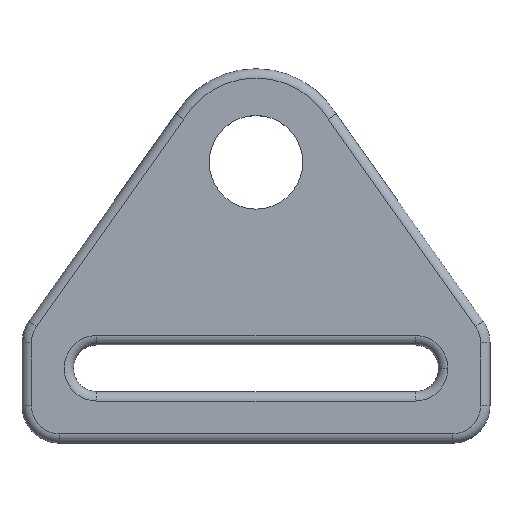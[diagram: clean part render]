
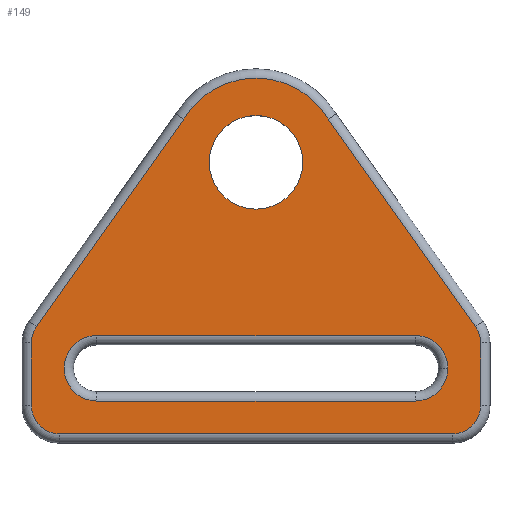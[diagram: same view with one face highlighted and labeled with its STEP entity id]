
A CAD part, top view. The second image highlights one B-rep face of the part: STEP entity #149.
In plain terms, the highlighted planar face has unit normal (0, 0, 1).
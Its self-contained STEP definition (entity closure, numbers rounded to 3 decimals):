
#2 = VERTEX_POINT ( 'NONE', #608 ) ;
#11 = AXIS2_PLACEMENT_3D ( 'NONE', #302, #1183, #526 ) ;
#23 = AXIS2_PLACEMENT_3D ( 'NONE', #259, #1028, #296 ) ;
#24 = VERTEX_POINT ( 'NONE', #1162 ) ;
#36 = DIRECTION ( 'NONE',  ( 0., -1., 0. ) ) ;
#37 = ORIENTED_EDGE ( 'NONE', *, *, #243, .T. ) ;
#39 = VERTEX_POINT ( 'NONE', #65 ) ;
#45 = CARTESIAN_POINT ( 'NONE',  ( 0., 5., 3. ) ) ;
#46 = CARTESIAN_POINT ( 'NONE',  ( -12., -8., 3. ) ) ;
#65 = CARTESIAN_POINT ( 'NONE',  ( 12., -4.637, 3. ) ) ;
#76 = DIRECTION ( 'NONE',  ( 0., 0., -1. ) ) ;
#79 = FACE_BOUND ( 'NONE', #1140, .T. ) ;
#84 = VERTEX_POINT ( 'NONE', #290 ) ;
#86 = ORIENTED_EDGE ( 'NONE', *, *, #148, .T. ) ;
#90 = DIRECTION ( 'NONE',  ( -0.579, -0.816, 0. ) ) ;
#91 = CARTESIAN_POINT ( 'NONE',  ( -8.5, -6., 3. ) ) ;
#95 = VECTOR ( 'NONE', #993, 1000. ) ;
#96 = DIRECTION ( 'NONE',  ( 1., 0., 0. ) ) ;
#98 = CARTESIAN_POINT ( 'NONE',  ( 10.5, -9.5, 3. ) ) ;
#109 = CARTESIAN_POINT ( 'NONE',  ( 3.87, 7.299, 3. ) ) ;
#119 = AXIS2_PLACEMENT_3D ( 'NONE', #702, #934, #1390 ) ;
#128 = AXIS2_PLACEMENT_3D ( 'NONE', #199, #972, #197 ) ;
#136 = FACE_BOUND ( 'NONE', #564, .T. ) ;
#138 = EDGE_CURVE ( 'NONE', #600, #145, #1051, .T. ) ;
#145 = VERTEX_POINT ( 'NONE', #628 ) ;
#148 = EDGE_CURVE ( 'NONE', #145, #829, #1344, .T. ) ;
#149 = ADVANCED_FACE ( 'NONE', ( #425, #79, #136 ), #423, .T. ) ;
#155 = CIRCLE ( 'NONE', #119, 1.5 ) ;
#156 = LINE ( 'NONE', #633, #308 ) ;
#157 = CARTESIAN_POINT ( 'NONE',  ( 8.5, -7.75, 3. ) ) ;
#171 = DIRECTION ( 'NONE',  ( 0., 0., -1. ) ) ;
#197 = DIRECTION ( 'NONE',  ( 1., 0., 0. ) ) ;
#199 = CARTESIAN_POINT ( 'NONE',  ( 0., 0., 3. ) ) ;
#213 = EDGE_CURVE ( 'NONE', #39, #486, #1118, .T. ) ;
#223 = EDGE_CURVE ( 'NONE', #383, #582, #466, .T. ) ;
#243 = EDGE_CURVE ( 'NONE', #1295, #670, #597, .T. ) ;
#259 = CARTESIAN_POINT ( 'NONE',  ( 0., 5., 3. ) ) ;
#266 = ORIENTED_EDGE ( 'NONE', *, *, #854, .T. ) ;
#280 = VERTEX_POINT ( 'NONE', #1194 ) ;
#290 = CARTESIAN_POINT ( 'NONE',  ( -12., -4.637, 3. ) ) ;
#296 = DIRECTION ( 'NONE',  ( 1., 0., 0. ) ) ;
#300 = VERTEX_POINT ( 'NONE', #1316 ) ;
#302 = CARTESIAN_POINT ( 'NONE',  ( 10.5, -4.637, 3. ) ) ;
#308 = VECTOR ( 'NONE', #90, 1000. ) ;
#319 = CARTESIAN_POINT ( 'NONE',  ( -11.723, -3.769, 3. ) ) ;
#322 = AXIS2_PLACEMENT_3D ( 'NONE', #1089, #535, #538 ) ;
#359 = DIRECTION ( 'NONE',  ( 0., 1., 0. ) ) ;
#369 = EDGE_CURVE ( 'NONE', #280, #957, #156, .T. ) ;
#383 = VERTEX_POINT ( 'NONE', #1412 ) ;
#418 = CARTESIAN_POINT ( 'NONE',  ( 8.5, -4.25, 3. ) ) ;
#423 = PLANE ( 'NONE',  #128 ) ;
#425 = FACE_OUTER_BOUND ( 'NONE', #940, .T. ) ;
#436 = ORIENTED_EDGE ( 'NONE', *, *, #138, .T. ) ;
#464 = AXIS2_PLACEMENT_3D ( 'NONE', #671, #679, #1204 ) ;
#466 = CIRCLE ( 'NONE', #596, 1.75 ) ;
#486 = VERTEX_POINT ( 'NONE', #659 ) ;
#505 = ORIENTED_EDGE ( 'NONE', *, *, #1317, .T. ) ;
#522 = DIRECTION ( 'NONE',  ( 0., 0., -1. ) ) ;
#526 = DIRECTION ( 'NONE',  ( 1., 0., 0. ) ) ;
#535 = DIRECTION ( 'NONE',  ( 0., 0., 1. ) ) ;
#538 = DIRECTION ( 'NONE',  ( 1., 0., 0. ) ) ;
#564 = EDGE_LOOP ( 'NONE', ( #1169, #1057 ) ) ;
#582 = VERTEX_POINT ( 'NONE', #157 ) ;
#592 = DIRECTION ( 'NONE',  ( 0., 0., 1. ) ) ;
#596 = AXIS2_PLACEMENT_3D ( 'NONE', #1425, #522, #96 ) ;
#597 = CIRCLE ( 'NONE', #322, 1.5 ) ;
#600 = VERTEX_POINT ( 'NONE', #682 ) ;
#608 = CARTESIAN_POINT ( 'NONE',  ( -10.5, -9.5, 3. ) ) ;
#628 = CARTESIAN_POINT ( 'NONE',  ( -8.5, -4.25, 3. ) ) ;
#633 = CARTESIAN_POINT ( 'NONE',  ( -11.723, -3.769, 3. ) ) ;
#636 = VERTEX_POINT ( 'NONE', #46 ) ;
#640 = DIRECTION ( 'NONE',  ( 1., 0., 0. ) ) ;
#650 = CARTESIAN_POINT ( 'NONE',  ( 8.5, -4.25, 3. ) ) ;
#656 = DIRECTION ( 'NONE',  ( -0.579, 0.816, 0. ) ) ;
#659 = CARTESIAN_POINT ( 'NONE',  ( 11.723, -3.769, 3. ) ) ;
#670 = VERTEX_POINT ( 'NONE', #1240 ) ;
#671 = CARTESIAN_POINT ( 'NONE',  ( 0., 5., 3. ) ) ;
#675 = LINE ( 'NONE', #1357, #1261 ) ;
#679 = DIRECTION ( 'NONE',  ( 0., 0., 1. ) ) ;
#682 = CARTESIAN_POINT ( 'NONE',  ( -8.5, -7.75, 3. ) ) ;
#701 = CARTESIAN_POINT ( 'NONE',  ( -2.5, 5., 3. ) ) ;
#702 = CARTESIAN_POINT ( 'NONE',  ( -10.5, -4.637, 3. ) ) ;
#718 = DIRECTION ( 'NONE',  ( -1., 0., 0. ) ) ;
#731 = VECTOR ( 'NONE', #359, 1000. ) ;
#734 = AXIS2_PLACEMENT_3D ( 'NONE', #833, #171, #948 ) ;
#743 = ORIENTED_EDGE ( 'NONE', *, *, #223, .T. ) ;
#765 = EDGE_CURVE ( 'NONE', #957, #84, #155, .T. ) ;
#773 = EDGE_CURVE ( 'NONE', #829, #383, #1207, .T. ) ;
#780 = ORIENTED_EDGE ( 'NONE', *, *, #773, .T. ) ;
#788 = LINE ( 'NONE', #838, #823 ) ;
#806 = AXIS2_PLACEMENT_3D ( 'NONE', #45, #592, #1361 ) ;
#808 = CIRCLE ( 'NONE', #23, 2.5 ) ;
#822 = AXIS2_PLACEMENT_3D ( 'NONE', #91, #76, #1082 ) ;
#823 = VECTOR ( 'NONE', #36, 1000. ) ;
#829 = VERTEX_POINT ( 'NONE', #650 ) ;
#832 = EDGE_CURVE ( 'NONE', #2, #1295, #1433, .T. ) ;
#833 = CARTESIAN_POINT ( 'NONE',  ( 8.5, -6., 3. ) ) ;
#838 = CARTESIAN_POINT ( 'NONE',  ( -12., -8., 3. ) ) ;
#854 = EDGE_CURVE ( 'NONE', #486, #300, #860, .T. ) ;
#860 = LINE ( 'NONE', #109, #1397 ) ;
#863 = ORIENTED_EDGE ( 'NONE', *, *, #765, .T. ) ;
#867 = EDGE_CURVE ( 'NONE', #636, #2, #1362, .T. ) ;
#895 = CIRCLE ( 'NONE', #464, 2.5 ) ;
#934 = DIRECTION ( 'NONE',  ( 0., 0., 1. ) ) ;
#940 = EDGE_LOOP ( 'NONE', ( #988, #266, #1108, #1055, #863, #976, #1167, #1328, #37, #1367 ) ) ;
#948 = DIRECTION ( 'NONE',  ( 1., 0., 0. ) ) ;
#957 = VERTEX_POINT ( 'NONE', #319 ) ;
#972 = DIRECTION ( 'NONE',  ( 0., 0., 1. ) ) ;
#976 = ORIENTED_EDGE ( 'NONE', *, *, #1265, .T. ) ;
#982 = AXIS2_PLACEMENT_3D ( 'NONE', #1427, #1307, #1303 ) ;
#988 = ORIENTED_EDGE ( 'NONE', *, *, #213, .T. ) ;
#993 = DIRECTION ( 'NONE',  ( 1., 0., 0. ) ) ;
#1002 = CARTESIAN_POINT ( 'NONE',  ( 12., -4.637, 3. ) ) ;
#1028 = DIRECTION ( 'NONE',  ( 0., 0., 1. ) ) ;
#1051 = CIRCLE ( 'NONE', #822, 1.75 ) ;
#1052 = EDGE_CURVE ( 'NONE', #24, #1370, #895, .T. ) ;
#1055 = ORIENTED_EDGE ( 'NONE', *, *, #369, .T. ) ;
#1057 = ORIENTED_EDGE ( 'NONE', *, *, #1225, .F. ) ;
#1068 = LINE ( 'NONE', #1002, #731 ) ;
#1082 = DIRECTION ( 'NONE',  ( 1., 0., 0. ) ) ;
#1084 = VECTOR ( 'NONE', #640, 1000. ) ;
#1089 = CARTESIAN_POINT ( 'NONE',  ( 10.5, -8., 3. ) ) ;
#1108 = ORIENTED_EDGE ( 'NONE', *, *, #1264, .T. ) ;
#1118 = CIRCLE ( 'NONE', #11, 1.5 ) ;
#1140 = EDGE_LOOP ( 'NONE', ( #505, #436, #86, #780, #743 ) ) ;
#1149 = EDGE_CURVE ( 'NONE', #670, #39, #1068, .T. ) ;
#1162 = CARTESIAN_POINT ( 'NONE',  ( 2.5, 5., 3. ) ) ;
#1167 = ORIENTED_EDGE ( 'NONE', *, *, #867, .T. ) ;
#1169 = ORIENTED_EDGE ( 'NONE', *, *, #1052, .F. ) ;
#1183 = DIRECTION ( 'NONE',  ( 0., 0., 1. ) ) ;
#1194 = CARTESIAN_POINT ( 'NONE',  ( -3.859, 7.314, 3. ) ) ;
#1204 = DIRECTION ( 'NONE',  ( 1., 0., 0. ) ) ;
#1207 = CIRCLE ( 'NONE', #734, 1.75 ) ;
#1225 = EDGE_CURVE ( 'NONE', #1370, #24, #808, .T. ) ;
#1240 = CARTESIAN_POINT ( 'NONE',  ( 12., -8., 3. ) ) ;
#1248 = CARTESIAN_POINT ( 'NONE',  ( 10.5, -9.5, 3. ) ) ;
#1261 = VECTOR ( 'NONE', #718, 1000. ) ;
#1264 = EDGE_CURVE ( 'NONE', #300, #280, #1377, .T. ) ;
#1265 = EDGE_CURVE ( 'NONE', #84, #636, #788, .T. ) ;
#1295 = VERTEX_POINT ( 'NONE', #1248 ) ;
#1303 = DIRECTION ( 'NONE',  ( 1., 0., 0. ) ) ;
#1307 = DIRECTION ( 'NONE',  ( 0., 0., 1. ) ) ;
#1316 = CARTESIAN_POINT ( 'NONE',  ( 3.859, 7.314, 3. ) ) ;
#1317 = EDGE_CURVE ( 'NONE', #582, #600, #675, .T. ) ;
#1328 = ORIENTED_EDGE ( 'NONE', *, *, #832, .T. ) ;
#1344 = LINE ( 'NONE', #418, #1084 ) ;
#1357 = CARTESIAN_POINT ( 'NONE',  ( -8.5, -7.75, 3. ) ) ;
#1361 = DIRECTION ( 'NONE',  ( 1., 0., 0. ) ) ;
#1362 = CIRCLE ( 'NONE', #982, 1.5 ) ;
#1367 = ORIENTED_EDGE ( 'NONE', *, *, #1149, .T. ) ;
#1370 = VERTEX_POINT ( 'NONE', #701 ) ;
#1377 = CIRCLE ( 'NONE', #806, 4.5 ) ;
#1390 = DIRECTION ( 'NONE',  ( 1., 0., 0. ) ) ;
#1397 = VECTOR ( 'NONE', #656, 1000. ) ;
#1412 = CARTESIAN_POINT ( 'NONE',  ( 10.25, -6., 3. ) ) ;
#1425 = CARTESIAN_POINT ( 'NONE',  ( 8.5, -6., 3. ) ) ;
#1427 = CARTESIAN_POINT ( 'NONE',  ( -10.5, -8., 3. ) ) ;
#1433 = LINE ( 'NONE', #98, #95 ) ;
